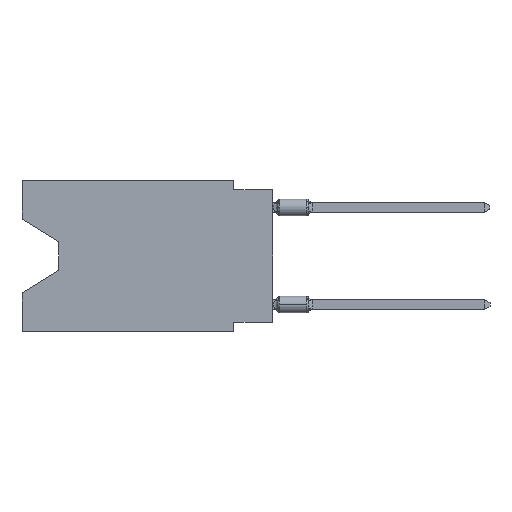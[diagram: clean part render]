
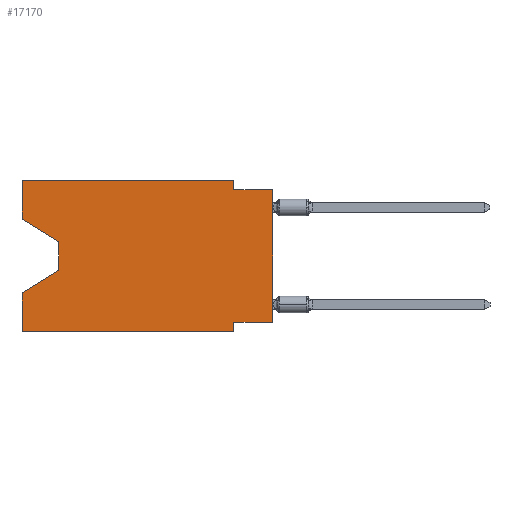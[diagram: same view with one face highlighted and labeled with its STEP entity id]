
A CAD part, left-side view. The second image highlights one B-rep face of the part: STEP entity #17170.
In plain terms, the highlighted planar face has unit normal (-1, 0, 0).
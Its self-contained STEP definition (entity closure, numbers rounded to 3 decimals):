
#86 = DIRECTION ( 'NONE',  ( 0., 0., 1. ) ) ;
#361 = ORIENTED_EDGE ( 'NONE', *, *, #6947, .F. ) ;
#388 = CARTESIAN_POINT ( 'NONE',  ( 0., 16.383, 0. ) ) ;
#432 = CARTESIAN_POINT ( 'NONE',  ( 0., 16.383, 0. ) ) ;
#467 = EDGE_CURVE ( 'NONE', #11190, #13783, #1714, .T. ) ;
#531 = ORIENTED_EDGE ( 'NONE', *, *, #16768, .T. ) ;
#1001 = DIRECTION ( 'NONE',  ( 0., 0., 1. ) ) ;
#1003 = EDGE_CURVE ( 'NONE', #11421, #13783, #2295, .T. ) ;
#1263 = VERTEX_POINT ( 'NONE', #388 ) ;
#1444 = VECTOR ( 'NONE', #16851, 1000. ) ;
#1463 = CARTESIAN_POINT ( 'NONE',  ( 0., 13.97, -4.013 ) ) ;
#1500 = CARTESIAN_POINT ( 'NONE',  ( 0., 0., -9.271 ) ) ;
#1714 = LINE ( 'NONE', #12334, #10096 ) ;
#1776 = DIRECTION ( 'NONE',  ( 0., -1., 0. ) ) ;
#1814 = VECTOR ( 'NONE', #1001, 1000. ) ;
#1866 = CARTESIAN_POINT ( 'NONE',  ( 0., 16.383, -9.906 ) ) ;
#2003 = CARTESIAN_POINT ( 'NONE',  ( 0., 16.383, -7.36 ) ) ;
#2009 = DIRECTION ( 'NONE',  ( 0., 0., -1. ) ) ;
#2031 = ORIENTED_EDGE ( 'NONE', *, *, #14831, .T. ) ;
#2130 = VERTEX_POINT ( 'NONE', #1463 ) ;
#2295 = LINE ( 'NONE', #4817, #1814 ) ;
#2371 = VERTEX_POINT ( 'NONE', #10969 ) ;
#2529 = VECTOR ( 'NONE', #11154, 1000. ) ;
#2928 = DIRECTION ( 'NONE',  ( 0., -1., 0. ) ) ;
#3172 = VERTEX_POINT ( 'NONE', #13301 ) ;
#3293 = ORIENTED_EDGE ( 'NONE', *, *, #12298, .F. ) ;
#3629 = AXIS2_PLACEMENT_3D ( 'NONE', #11220, #8524, #2009 ) ;
#4018 = CARTESIAN_POINT ( 'NONE',  ( 0., 13.97, -5.893 ) ) ;
#4652 = ORIENTED_EDGE ( 'NONE', *, *, #16806, .F. ) ;
#4817 = CARTESIAN_POINT ( 'NONE',  ( 0., 0., 0. ) ) ;
#5163 = VECTOR ( 'NONE', #12165, 1000. ) ;
#5215 = LINE ( 'NONE', #7811, #5851 ) ;
#5675 = LINE ( 'NONE', #1866, #11425 ) ;
#5851 = VECTOR ( 'NONE', #15565, 1000. ) ;
#5887 = ORIENTED_EDGE ( 'NONE', *, *, #1003, .T. ) ;
#5913 = FACE_OUTER_BOUND ( 'NONE', #8628, .T. ) ;
#5928 = LINE ( 'NONE', #12636, #9779 ) ;
#6023 = LINE ( 'NONE', #11329, #2529 ) ;
#6352 = LINE ( 'NONE', #7908, #16526 ) ;
#6741 = VERTEX_POINT ( 'NONE', #2003 ) ;
#6937 = ORIENTED_EDGE ( 'NONE', *, *, #11927, .T. ) ;
#6947 = EDGE_CURVE ( 'NONE', #11762, #3172, #5215, .T. ) ;
#7017 = DIRECTION ( 'NONE',  ( 0., 0., 1. ) ) ;
#7129 = PLANE ( 'NONE',  #3629 ) ;
#7199 = EDGE_CURVE ( 'NONE', #2371, #1263, #12509, .T. ) ;
#7405 = VERTEX_POINT ( 'NONE', #7939 ) ;
#7811 = CARTESIAN_POINT ( 'NONE',  ( 0., 2.54, -9.906 ) ) ;
#7908 = CARTESIAN_POINT ( 'NONE',  ( 0., 16.383, -2.546 ) ) ;
#7939 = CARTESIAN_POINT ( 'NONE',  ( 0., 16.383, -9.906 ) ) ;
#7994 = CARTESIAN_POINT ( 'NONE',  ( 0., 2.54, 0. ) ) ;
#8047 = ORIENTED_EDGE ( 'NONE', *, *, #7199, .F. ) ;
#8058 = CARTESIAN_POINT ( 'NONE',  ( 0., 16.383, 0. ) ) ;
#8524 = DIRECTION ( 'NONE',  ( 1., 0., 0. ) ) ;
#8590 = CARTESIAN_POINT ( 'NONE',  ( 0., 13.97, -4.013 ) ) ;
#8628 = EDGE_LOOP ( 'NONE', ( #8982, #6937, #2031, #10638, #531, #361, #14517, #5887, #16480, #3293, #4652, #8047 ) ) ;
#8646 = VECTOR ( 'NONE', #86, 1000. ) ;
#8746 = VECTOR ( 'NONE', #9974, 1000. ) ;
#8982 = ORIENTED_EDGE ( 'NONE', *, *, #12848, .T. ) ;
#9291 = DIRECTION ( 'NONE',  ( 0., -0.855, -0.519 ) ) ;
#9779 = VECTOR ( 'NONE', #16300, 1000. ) ;
#9974 = DIRECTION ( 'NONE',  ( 0., 0., -1. ) ) ;
#10096 = VECTOR ( 'NONE', #2928, 1000. ) ;
#10605 = CARTESIAN_POINT ( 'NONE',  ( 0., 2.54, -9.271 ) ) ;
#10638 = ORIENTED_EDGE ( 'NONE', *, *, #14445, .F. ) ;
#10840 = LINE ( 'NONE', #16334, #5163 ) ;
#10969 = CARTESIAN_POINT ( 'NONE',  ( 0., 16.383, -2.546 ) ) ;
#11154 = DIRECTION ( 'NONE',  ( 0., -1., 0. ) ) ;
#11190 = VERTEX_POINT ( 'NONE', #12565 ) ;
#11220 = CARTESIAN_POINT ( 'NONE',  ( 0., 16.383, 0. ) ) ;
#11329 = CARTESIAN_POINT ( 'NONE',  ( 0., 16.383, 0. ) ) ;
#11397 = VERTEX_POINT ( 'NONE', #4018 ) ;
#11405 = VECTOR ( 'NONE', #7017, 1000. ) ;
#11421 = VERTEX_POINT ( 'NONE', #1500 ) ;
#11425 = VECTOR ( 'NONE', #1776, 1000. ) ;
#11762 = VERTEX_POINT ( 'NONE', #10605 ) ;
#11784 = VERTEX_POINT ( 'NONE', #7994 ) ;
#11927 = EDGE_CURVE ( 'NONE', #2130, #11397, #15556, .T. ) ;
#12165 = DIRECTION ( 'NONE',  ( 0., 0., -1. ) ) ;
#12298 = EDGE_CURVE ( 'NONE', #11784, #11190, #10840, .T. ) ;
#12334 = CARTESIAN_POINT ( 'NONE',  ( 0., 0., -0.635 ) ) ;
#12509 = LINE ( 'NONE', #432, #11405 ) ;
#12565 = CARTESIAN_POINT ( 'NONE',  ( 0., 2.54, -0.635 ) ) ;
#12636 = CARTESIAN_POINT ( 'NONE',  ( 0., 0., -9.271 ) ) ;
#12848 = EDGE_CURVE ( 'NONE', #2371, #2130, #6352, .T. ) ;
#13029 = CARTESIAN_POINT ( 'NONE',  ( 0., 0., -0.635 ) ) ;
#13301 = CARTESIAN_POINT ( 'NONE',  ( 0., 2.54, -9.906 ) ) ;
#13783 = VERTEX_POINT ( 'NONE', #13029 ) ;
#14241 = CARTESIAN_POINT ( 'NONE',  ( 0., 13.97, -5.893 ) ) ;
#14445 = EDGE_CURVE ( 'NONE', #7405, #6741, #17124, .T. ) ;
#14517 = ORIENTED_EDGE ( 'NONE', *, *, #15530, .F. ) ;
#14831 = EDGE_CURVE ( 'NONE', #11397, #6741, #15633, .T. ) ;
#15530 = EDGE_CURVE ( 'NONE', #11421, #11762, #5928, .T. ) ;
#15556 = LINE ( 'NONE', #8590, #8746 ) ;
#15565 = DIRECTION ( 'NONE',  ( 0., 0., -1. ) ) ;
#15633 = LINE ( 'NONE', #14241, #1444 ) ;
#16300 = DIRECTION ( 'NONE',  ( 0., 1., 0. ) ) ;
#16334 = CARTESIAN_POINT ( 'NONE',  ( 0., 2.54, 0. ) ) ;
#16480 = ORIENTED_EDGE ( 'NONE', *, *, #467, .F. ) ;
#16526 = VECTOR ( 'NONE', #9291, 1000. ) ;
#16768 = EDGE_CURVE ( 'NONE', #7405, #3172, #5675, .T. ) ;
#16806 = EDGE_CURVE ( 'NONE', #1263, #11784, #6023, .T. ) ;
#16851 = DIRECTION ( 'NONE',  ( 0., 0.855, -0.519 ) ) ;
#17124 = LINE ( 'NONE', #8058, #8646 ) ;
#17170 = ADVANCED_FACE ( 'NONE', ( #5913 ), #7129, .F. ) ;
